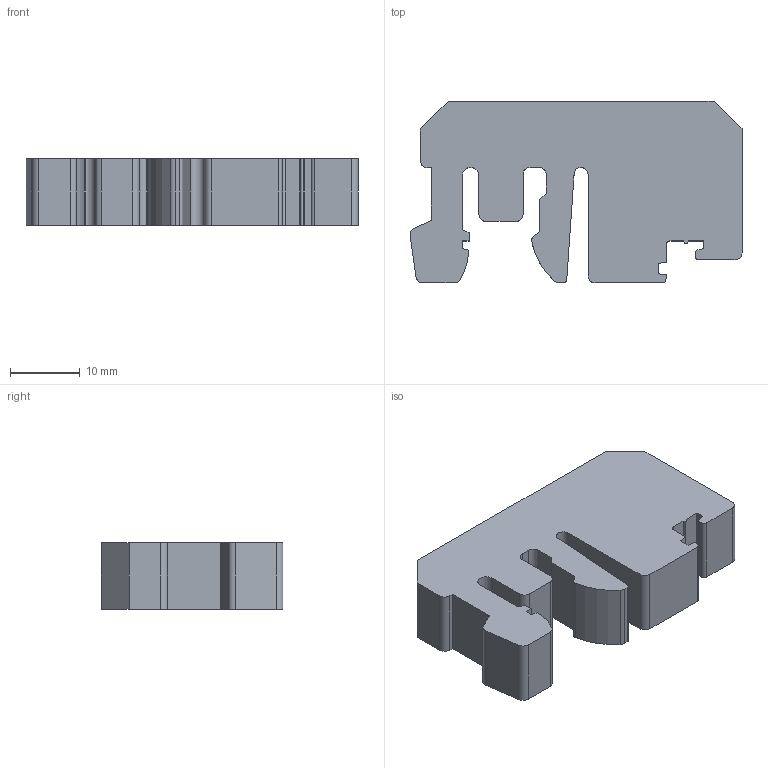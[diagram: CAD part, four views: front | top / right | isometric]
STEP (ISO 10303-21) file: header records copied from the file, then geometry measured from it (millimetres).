
FILE_DESCRIPTION((''),'2;1');
FILE_NAME('UD2','2023-10-25T',('dell'),(''),'PRO/ENGINEER BY PARAMETRIC TECHNOLOGY CORPORATION, 2013230','PRO/ENGINEER BY PARAMETRIC TECHNOLOGY CORPORATION, 2013230','');
FILE_SCHEMA(('AUTOMOTIVE_DESIGN { 1 0 10303 214 1 1 1 1 }'));
Length unit declared in the file: millimetre
Products named in the file (1): UD2
Bounding box: 47.46 x 26 x 9.5 mm (x, y, z)
Volume: 9019.4 mm3; surface area: 4084.1 mm2
Topology: 1 solids, 1 shells, 66 faces, 192 edges, 128 vertices
Faces by surface type: plane 43, cylinder 23
Entity records: 2253 total; most frequent: CARTESIAN_POINT 388, ORIENTED_EDGE 384, DIRECTION 370, EDGE_CURVE 192, VECTOR 146, LINE 146, VERTEX_POINT 128, AXIS2_PLACEMENT_3D 112
